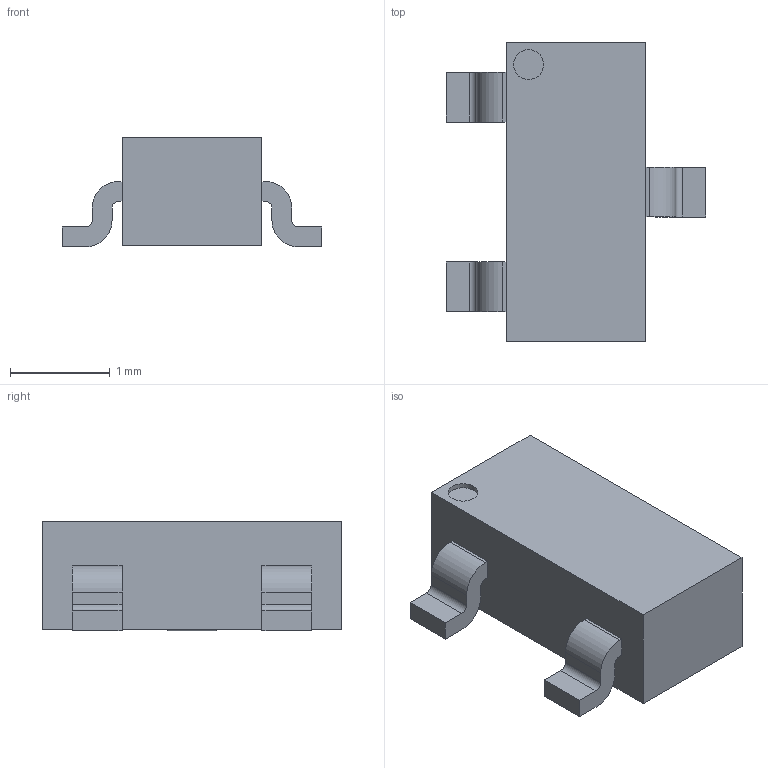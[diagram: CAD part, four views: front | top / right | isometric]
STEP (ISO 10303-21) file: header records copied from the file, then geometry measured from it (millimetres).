
FILE_DESCRIPTION(/* description */ (''),/* implementation_level */ '2;1');
FILE_NAME(/* name */ 'sot23_1564695947055.stp',/* time_stamp */ '2019-08-01T21:45:51+00:00',/* author */ (''),/* organization */ (''),/* preprocessor_version */ 'ST-DEVELOPER v18',/* originating_system */ 'ASM',/* authorisation */ '');
FILE_SCHEMA (('AUTOMOTIVE_DESIGN { 1 0 10303 214 3 1 1 }'));
Length unit declared in the file: millimetre
Products named in the file (1): sot23_1564695947055
Bounding box: 2.6 x 3 x 1.1 mm (x, y, z)
Volume: 4.8 mm3; surface area: 21.9 mm2
Topology: 1 solids, 1 shells, 47 faces, 124 edges, 83 vertices
Faces by surface type: plane 34, cylinder 13
Full cylindrical faces by diameter (mm): 0.3 x1
Entity records: 1541 total; most frequent: CARTESIAN_POINT 255, ORIENTED_EDGE 248, DIRECTION 247, EDGE_CURVE 124, LINE 97, VECTOR 97, VERTEX_POINT 83, AXIS2_PLACEMENT_3D 75
